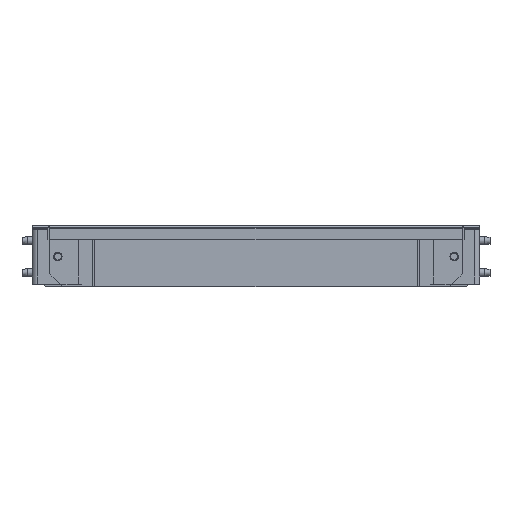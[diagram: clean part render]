
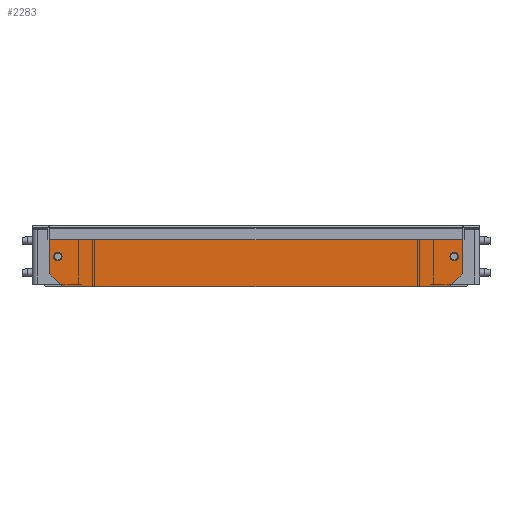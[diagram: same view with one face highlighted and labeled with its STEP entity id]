
A CAD part, front view. The second image highlights one B-rep face of the part: STEP entity #2283.
In plain terms, the highlighted planar face has unit normal (0, -1, 0).
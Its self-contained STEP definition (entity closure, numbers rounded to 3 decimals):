
#2283=ADVANCED_FACE('',(#4231,#4232,#4233),#4234,.T.);
#4231=FACE_BOUND('',#6029,.T.);
#4232=FACE_BOUND('',#6030,.T.);
#4233=FACE_OUTER_BOUND('',#6031,.T.);
#4234=PLANE('',#6032);
#6029=EDGE_LOOP('',(#10553,#10554));
#6030=EDGE_LOOP('',(#10555,#10556));
#6031=EDGE_LOOP('',(#10557,#10558,#10559,#10560,#10561,#10562));
#6032=AXIS2_PLACEMENT_3D('',#10563,#10564,#10565);
#10553=ORIENTED_EDGE('',*,*,#12464,.T.);
#10554=ORIENTED_EDGE('',*,*,#12534,.T.);
#10555=ORIENTED_EDGE('',*,*,#12459,.T.);
#10556=ORIENTED_EDGE('',*,*,#12538,.T.);
#10557=ORIENTED_EDGE('',*,*,#12542,.T.);
#10558=ORIENTED_EDGE('',*,*,#12545,.T.);
#10559=ORIENTED_EDGE('',*,*,#12546,.T.);
#10560=ORIENTED_EDGE('',*,*,#12496,.T.);
#10561=ORIENTED_EDGE('',*,*,#12547,.F.);
#10562=ORIENTED_EDGE('',*,*,#12516,.T.);
#10563=CARTESIAN_POINT('',(21.75,46.0,41.125));
#10564=DIRECTION('',(0.0,-1.0,0.0));
#10565=DIRECTION('',(0.0,0.0,-1.0));
#12459=EDGE_CURVE('',#15021,#15018,#15022,.T.);
#12464=EDGE_CURVE('',#15030,#15027,#15031,.T.);
#12496=EDGE_CURVE('',#15086,#15084,#15087,.T.);
#12516=EDGE_CURVE('',#15117,#15115,#15118,.T.);
#12534=EDGE_CURVE('',#15027,#15030,#15142,.T.);
#12538=EDGE_CURVE('',#15018,#15021,#15146,.T.);
#12542=EDGE_CURVE('',#15115,#15149,#15152,.T.);
#12545=EDGE_CURVE('',#15149,#15155,#15156,.T.);
#12546=EDGE_CURVE('',#15155,#15086,#15157,.T.);
#12547=EDGE_CURVE('',#15117,#15084,#15158,.T.);
#15018=VERTEX_POINT('',#18268);
#15021=VERTEX_POINT('',#18272);
#15022=CIRCLE('',#18273,3.3);
#15027=VERTEX_POINT('',#18279);
#15030=VERTEX_POINT('',#18283);
#15031=CIRCLE('',#18284,3.3);
#15084=VERTEX_POINT('',#18351);
#15086=VERTEX_POINT('',#18353);
#15087=LINE('',#18354,#18355);
#15115=VERTEX_POINT('',#18394);
#15117=VERTEX_POINT('',#18397);
#15118=LINE('',#18398,#18399);
#15142=CIRCLE('',#18428,3.3);
#15146=CIRCLE('',#18432,3.3);
#15149=VERTEX_POINT('',#18435);
#15152=LINE('',#18439,#18440);
#15155=VERTEX_POINT('',#18444);
#15156=LINE('',#18445,#18446);
#15157=LINE('',#18447,#18448);
#15158=LINE('',#18449,#18450);
#18268=CARTESIAN_POINT('',(31.3,46.0,23.5));
#18272=CARTESIAN_POINT('',(24.7,46.0,23.5));
#18273=AXIS2_PLACEMENT_3D('',#20769,#20770,#20771);
#18279=CARTESIAN_POINT('',(341.3,46.0,23.5));
#18283=CARTESIAN_POINT('',(334.7,46.0,23.5));
#18284=AXIS2_PLACEMENT_3D('',#20777,#20778,#20779);
#18351=CARTESIAN_POINT('',(344.25,46.0,45.5));
#18353=CARTESIAN_POINT('',(344.25,46.0,10.0));
#18354=CARTESIAN_POINT('',(344.25,46.0,22.75));
#18355=VECTOR('',#20824,1.0);
#18394=CARTESIAN_POINT('',(21.75,46.0,10.0));
#18397=CARTESIAN_POINT('',(21.75,46.0,45.5));
#18398=CARTESIAN_POINT('',(21.75,46.0,22.75));
#18399=VECTOR('',#20849,1.0);
#18428=AXIS2_PLACEMENT_3D('',#20879,#20880,#20881);
#18432=AXIS2_PLACEMENT_3D('',#20885,#20886,#20887);
#18435=CARTESIAN_POINT('',(31.75,46.0,0.0));
#18439=CARTESIAN_POINT('',(16.62,46.0,15.13));
#18440=VECTOR('',#20889,1.0);
#18444=CARTESIAN_POINT('',(334.25,46.0,0.0));
#18445=CARTESIAN_POINT('',(183.0,46.0,0.0));
#18446=VECTOR('',#20891,1.0);
#18447=CARTESIAN_POINT('',(268.755,46.0,-65.495));
#18448=VECTOR('',#20892,1.0);
#18449=CARTESIAN_POINT('',(21.75,46.0,45.5));
#18450=VECTOR('',#20893,1.0);
#20769=CARTESIAN_POINT('',(28.0,46.0,23.5));
#20770=DIRECTION('',(-0.0,1.0,0.0));
#20771=DIRECTION('',(1.0,0.0,0.0));
#20777=CARTESIAN_POINT('',(338.0,46.0,23.5));
#20778=DIRECTION('',(-0.0,1.0,0.0));
#20779=DIRECTION('',(1.0,0.0,0.0));
#20824=DIRECTION('',(0.0,0.0,1.0));
#20849=DIRECTION('',(0.0,0.0,-1.0));
#20879=CARTESIAN_POINT('',(338.0,46.0,23.5));
#20880=DIRECTION('',(-0.0,1.0,0.0));
#20881=DIRECTION('',(1.0,0.0,0.0));
#20885=CARTESIAN_POINT('',(28.0,46.0,23.5));
#20886=DIRECTION('',(-0.0,1.0,0.0));
#20887=DIRECTION('',(1.0,0.0,0.0));
#20889=DIRECTION('',(0.707,0.0,-0.707));
#20891=DIRECTION('',(1.0,0.0,0.0));
#20892=DIRECTION('',(0.707,0.0,0.707));
#20893=DIRECTION('',(1.0,0.0,0.0));
